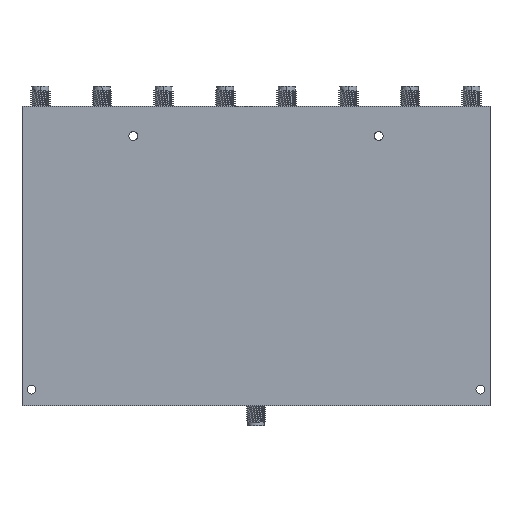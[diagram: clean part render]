
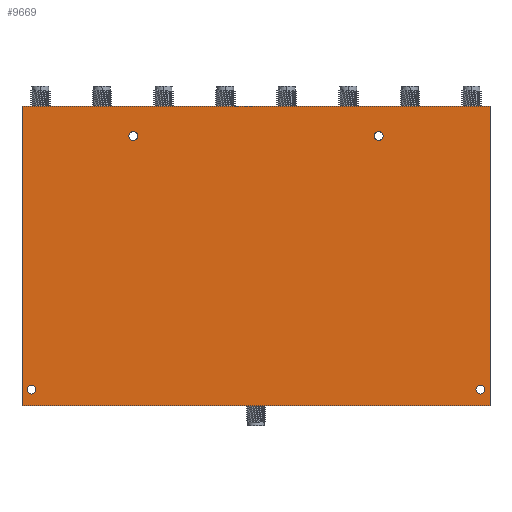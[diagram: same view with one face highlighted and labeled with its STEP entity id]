
A CAD part, front view. The second image highlights one B-rep face of the part: STEP entity #9669.
In plain terms, the highlighted planar face has unit normal (0, -1, 0).
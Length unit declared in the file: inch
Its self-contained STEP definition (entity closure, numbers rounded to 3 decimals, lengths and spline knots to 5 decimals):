
#12 = CARTESIAN_POINT ( 'NONE',  ( 5.85, 0., -3.74 ) ) ;
#176 = CIRCLE ( 'NONE', #10273, 0.055 ) ;
#293 = CARTESIAN_POINT ( 'NONE',  ( 0.12, 0., -3.54 ) ) ;
#418 = DIRECTION ( 'NONE',  ( 0., 0., -1. ) ) ;
#526 = CARTESIAN_POINT ( 'NONE',  ( 0.12, 0., -3.485 ) ) ;
#982 = CARTESIAN_POINT ( 'NONE',  ( 5.73, 0., -3.54 ) ) ;
#1606 = EDGE_CURVE ( 'NONE', #2240, #18464, #8329, .T. ) ;
#1727 = DIRECTION ( 'NONE',  ( 0., 0., -1. ) ) ;
#1979 = EDGE_LOOP ( 'NONE', ( #15204, #12372, #20020, #14836 ) ) ;
#2061 = FACE_BOUND ( 'NONE', #8584, .T. ) ;
#2066 = LINE ( 'NONE', #18061, #19957 ) ;
#2151 = VERTEX_POINT ( 'NONE', #12 ) ;
#2240 = VERTEX_POINT ( 'NONE', #526 ) ;
#2470 = EDGE_LOOP ( 'NONE', ( #17217, #3320 ) ) ;
#2944 = VERTEX_POINT ( 'NONE', #21853 ) ;
#3146 = AXIS2_PLACEMENT_3D ( 'NONE', #6874, #17177, #1727 ) ;
#3320 = ORIENTED_EDGE ( 'NONE', *, *, #1606, .F. ) ;
#3445 = EDGE_CURVE ( 'NONE', #2944, #9007, #14008, .T. ) ;
#3814 = DIRECTION ( 'NONE',  ( 0., -1., 0. ) ) ;
#3940 = CARTESIAN_POINT ( 'NONE',  ( 0., 0., -3.74 ) ) ;
#3972 = DIRECTION ( 'NONE',  ( 0., -1., 0. ) ) ;
#4371 = DIRECTION ( 'NONE',  ( 0., -1., 0. ) ) ;
#4544 = DIRECTION ( 'NONE',  ( 0., -1., 0. ) ) ;
#4610 = DIRECTION ( 'NONE',  ( -1., 0., 0. ) ) ;
#4731 = CIRCLE ( 'NONE', #7106, 0.055 ) ;
#4759 = DIRECTION ( 'NONE',  ( 0., -1., 0. ) ) ;
#5273 = DIRECTION ( 'NONE',  ( 0., 0., -1. ) ) ;
#5785 = DIRECTION ( 'NONE',  ( 0., 0., 1. ) ) ;
#6302 = CARTESIAN_POINT ( 'NONE',  ( 0., 0., 0. ) ) ;
#6485 = VERTEX_POINT ( 'NONE', #7142 ) ;
#6874 = CARTESIAN_POINT ( 'NONE',  ( 4.46, 0., -0.37 ) ) ;
#6878 = LINE ( 'NONE', #15953, #11984 ) ;
#7058 = ORIENTED_EDGE ( 'NONE', *, *, #3445, .F. ) ;
#7106 = AXIS2_PLACEMENT_3D ( 'NONE', #13454, #4759, #17046 ) ;
#7142 = CARTESIAN_POINT ( 'NONE',  ( 5.73, 0., -3.595 ) ) ;
#7203 = AXIS2_PLACEMENT_3D ( 'NONE', #14901, #4544, #20168 ) ;
#7650 = AXIS2_PLACEMENT_3D ( 'NONE', #14183, #3814, #418 ) ;
#7820 = AXIS2_PLACEMENT_3D ( 'NONE', #14801, #4371, #21960 ) ;
#8032 = CARTESIAN_POINT ( 'NONE',  ( 0., 0., 0. ) ) ;
#8276 = CIRCLE ( 'NONE', #7650, 0.055 ) ;
#8329 = CIRCLE ( 'NONE', #7203, 0.055 ) ;
#8387 = CARTESIAN_POINT ( 'NONE',  ( 1.39, 0., -0.425 ) ) ;
#8418 = ORIENTED_EDGE ( 'NONE', *, *, #16646, .F. ) ;
#8457 = VERTEX_POINT ( 'NONE', #17929 ) ;
#8584 = EDGE_LOOP ( 'NONE', ( #7058, #21230 ) ) ;
#8671 = EDGE_CURVE ( 'NONE', #2151, #18746, #18909, .T. ) ;
#8971 = CARTESIAN_POINT ( 'NONE',  ( 1.39, 0., -0.315 ) ) ;
#9007 = VERTEX_POINT ( 'NONE', #10120 ) ;
#9431 = CARTESIAN_POINT ( 'NONE',  ( 4.46, 0., -0.37 ) ) ;
#9669 = ADVANCED_FACE ( 'NONE', ( #15868, #2061, #19950, #14238, #15299 ), #18249, .T. ) ;
#9947 = EDGE_CURVE ( 'NONE', #6485, #22494, #20208, .T. ) ;
#10058 = CARTESIAN_POINT ( 'NONE',  ( 0., 0., -3.74 ) ) ;
#10120 = CARTESIAN_POINT ( 'NONE',  ( 4.46, 0., -0.315 ) ) ;
#10273 = AXIS2_PLACEMENT_3D ( 'NONE', #982, #16420, #18202 ) ;
#10283 = ORIENTED_EDGE ( 'NONE', *, *, #16819, .F. ) ;
#10385 = VERTEX_POINT ( 'NONE', #8032 ) ;
#10418 = EDGE_CURVE ( 'NONE', #10385, #8457, #19925, .T. ) ;
#10446 = CARTESIAN_POINT ( 'NONE',  ( 0.12, 0., -3.595 ) ) ;
#10683 = VECTOR ( 'NONE', #21858, 39.37008 ) ;
#11010 = DIRECTION ( 'NONE',  ( 0., -1., 0. ) ) ;
#11056 = EDGE_CURVE ( 'NONE', #8457, #2151, #6878, .T. ) ;
#11984 = VECTOR ( 'NONE', #15790, 39.37008 ) ;
#12006 = AXIS2_PLACEMENT_3D ( 'NONE', #21055, #13898, #5273 ) ;
#12348 = DIRECTION ( 'NONE',  ( 0., 0., -1. ) ) ;
#12372 = ORIENTED_EDGE ( 'NONE', *, *, #8671, .F. ) ;
#12595 = AXIS2_PLACEMENT_3D ( 'NONE', #9431, #11010, #16248 ) ;
#13454 = CARTESIAN_POINT ( 'NONE',  ( 1.39, 0., -0.37 ) ) ;
#13514 = ORIENTED_EDGE ( 'NONE', *, *, #16449, .F. ) ;
#13821 = EDGE_LOOP ( 'NONE', ( #10283, #13514 ) ) ;
#13898 = DIRECTION ( 'NONE',  ( 0., -1., 0. ) ) ;
#14008 = CIRCLE ( 'NONE', #12595, 0.055 ) ;
#14183 = CARTESIAN_POINT ( 'NONE',  ( 1.39, 0., -0.37 ) ) ;
#14238 = FACE_BOUND ( 'NONE', #2470, .T. ) ;
#14506 = VERTEX_POINT ( 'NONE', #8387 ) ;
#14780 = VECTOR ( 'NONE', #4610, 39.37008 ) ;
#14801 = CARTESIAN_POINT ( 'NONE',  ( 0., 0., 0. ) ) ;
#14836 = ORIENTED_EDGE ( 'NONE', *, *, #10418, .F. ) ;
#14901 = CARTESIAN_POINT ( 'NONE',  ( 0.12, 0., -3.54 ) ) ;
#15204 = ORIENTED_EDGE ( 'NONE', *, *, #16614, .F. ) ;
#15299 = FACE_OUTER_BOUND ( 'NONE', #1979, .T. ) ;
#15629 = CIRCLE ( 'NONE', #3146, 0.055 ) ;
#15790 = DIRECTION ( 'NONE',  ( 0., 0., -1. ) ) ;
#15856 = CIRCLE ( 'NONE', #22070, 0.055 ) ;
#15868 = FACE_BOUND ( 'NONE', #16324, .T. ) ;
#15953 = CARTESIAN_POINT ( 'NONE',  ( 5.85, 0., 0. ) ) ;
#16248 = DIRECTION ( 'NONE',  ( 0., 0., -1. ) ) ;
#16324 = EDGE_LOOP ( 'NONE', ( #21980, #8418 ) ) ;
#16420 = DIRECTION ( 'NONE',  ( 0., -1., 0. ) ) ;
#16449 = EDGE_CURVE ( 'NONE', #21261, #14506, #8276, .T. ) ;
#16614 = EDGE_CURVE ( 'NONE', #18746, #10385, #2066, .T. ) ;
#16646 = EDGE_CURVE ( 'NONE', #22494, #6485, #176, .T. ) ;
#16761 = CARTESIAN_POINT ( 'NONE',  ( 5.73, 0., -3.485 ) ) ;
#16819 = EDGE_CURVE ( 'NONE', #14506, #21261, #4731, .T. ) ;
#17046 = DIRECTION ( 'NONE',  ( 0., 0., -1. ) ) ;
#17177 = DIRECTION ( 'NONE',  ( 0., -1., 0. ) ) ;
#17217 = ORIENTED_EDGE ( 'NONE', *, *, #18088, .F. ) ;
#17929 = CARTESIAN_POINT ( 'NONE',  ( 5.85, 0., 0. ) ) ;
#18061 = CARTESIAN_POINT ( 'NONE',  ( 0., 0., 0. ) ) ;
#18088 = EDGE_CURVE ( 'NONE', #18464, #2240, #15856, .T. ) ;
#18202 = DIRECTION ( 'NONE',  ( 0., 0., -1. ) ) ;
#18249 = PLANE ( 'NONE',  #7820 ) ;
#18464 = VERTEX_POINT ( 'NONE', #10446 ) ;
#18746 = VERTEX_POINT ( 'NONE', #3940 ) ;
#18909 = LINE ( 'NONE', #10058, #14780 ) ;
#19925 = LINE ( 'NONE', #6302, #10683 ) ;
#19950 = FACE_BOUND ( 'NONE', #13821, .T. ) ;
#19957 = VECTOR ( 'NONE', #5785, 39.37008 ) ;
#20020 = ORIENTED_EDGE ( 'NONE', *, *, #11056, .F. ) ;
#20168 = DIRECTION ( 'NONE',  ( 0., 0., -1. ) ) ;
#20208 = CIRCLE ( 'NONE', #12006, 0.055 ) ;
#21055 = CARTESIAN_POINT ( 'NONE',  ( 5.73, 0., -3.54 ) ) ;
#21230 = ORIENTED_EDGE ( 'NONE', *, *, #22055, .F. ) ;
#21261 = VERTEX_POINT ( 'NONE', #8971 ) ;
#21853 = CARTESIAN_POINT ( 'NONE',  ( 4.46, 0., -0.425 ) ) ;
#21858 = DIRECTION ( 'NONE',  ( 1., 0., 0. ) ) ;
#21960 = DIRECTION ( 'NONE',  ( 0., 0., -1. ) ) ;
#21980 = ORIENTED_EDGE ( 'NONE', *, *, #9947, .F. ) ;
#22055 = EDGE_CURVE ( 'NONE', #9007, #2944, #15629, .T. ) ;
#22070 = AXIS2_PLACEMENT_3D ( 'NONE', #293, #3972, #12348 ) ;
#22494 = VERTEX_POINT ( 'NONE', #16761 ) ;
